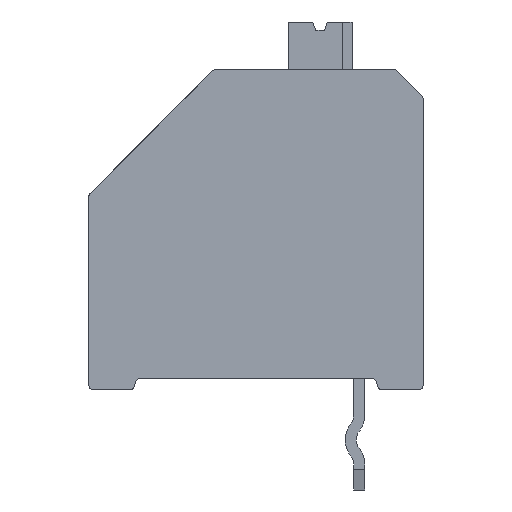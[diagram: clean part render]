
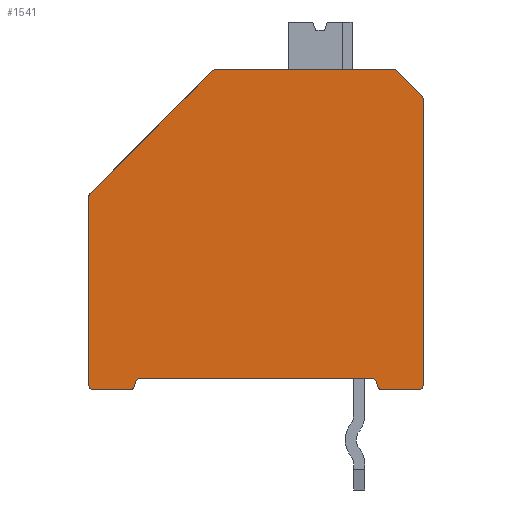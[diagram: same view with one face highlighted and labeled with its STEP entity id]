
A CAD part, front view. The second image highlights one B-rep face of the part: STEP entity #1541.
In plain terms, the highlighted planar face has unit normal (0, -1, 0).
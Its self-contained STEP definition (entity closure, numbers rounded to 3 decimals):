
#1541 = ADVANCED_FACE( '', ( #3153 ), #3154, .T. );
#3153 = FACE_OUTER_BOUND( '', #4883, .T. );
#3154 = PLANE( '', #4884 );
#4883 = EDGE_LOOP( '', ( #9146, #9147, #9148, #9149, #9150, #9151, #9152, #9153, #9154, #9155, #9156, #9157, #9158, #9159, #9160, #9161, #9162, #9163, #9164, #9165 ) );
#4884 = AXIS2_PLACEMENT_3D( '', #9166, #9167, #9168 );
#9146 = ORIENTED_EDGE( '', *, *, #11238, .F. );
#9147 = ORIENTED_EDGE( '', *, *, #12096, .T. );
#9148 = ORIENTED_EDGE( '', *, *, #11554, .F. );
#9149 = ORIENTED_EDGE( '', *, *, #11436, .T. );
#9150 = ORIENTED_EDGE( '', *, *, #12553, .F. );
#9151 = ORIENTED_EDGE( '', *, *, #11514, .T. );
#9152 = ORIENTED_EDGE( '', *, *, #10815, .T. );
#9153 = ORIENTED_EDGE( '', *, *, #12179, .T. );
#9154 = ORIENTED_EDGE( '', *, *, #11343, .F. );
#9155 = ORIENTED_EDGE( '', *, *, #11177, .T. );
#9156 = ORIENTED_EDGE( '', *, *, #12142, .T. );
#9157 = ORIENTED_EDGE( '', *, *, #11642, .F. );
#9158 = ORIENTED_EDGE( '', *, *, #11425, .T. );
#9159 = ORIENTED_EDGE( '', *, *, #12554, .F. );
#9160 = ORIENTED_EDGE( '', *, *, #12555, .T. );
#9161 = ORIENTED_EDGE( '', *, *, #12556, .T. );
#9162 = ORIENTED_EDGE( '', *, *, #12386, .F. );
#9163 = ORIENTED_EDGE( '', *, *, #12457, .T. );
#9164 = ORIENTED_EDGE( '', *, *, #12435, .T. );
#9165 = ORIENTED_EDGE( '', *, *, #12536, .T. );
#9166 = CARTESIAN_POINT( '', ( 0., -27.86, 0. ) );
#9167 = DIRECTION( '', ( 0., -1., 0. ) );
#9168 = DIRECTION( '', ( 0., 0., -1. ) );
#10815 = EDGE_CURVE( '', #12987, #12991, #12993, .T. );
#11177 = EDGE_CURVE( '', #13647, #13652, #13654, .T. );
#11238 = EDGE_CURVE( '', #13758, #13753, #13760, .T. );
#11343 = EDGE_CURVE( '', #13647, #13929, #13932, .T. );
#11425 = EDGE_CURVE( '', #14073, #14071, #14074, .T. );
#11436 = EDGE_CURVE( '', #14088, #14086, #14089, .T. );
#11514 = EDGE_CURVE( '', #14216, #12987, #14219, .T. );
#11554 = EDGE_CURVE( '', #14088, #14273, #14281, .T. );
#11642 = EDGE_CURVE( '', #14073, #14420, #14421, .T. );
#12096 = EDGE_CURVE( '', #13758, #14273, #15091, .T. );
#12142 = EDGE_CURVE( '', #13652, #14420, #15152, .T. );
#12179 = EDGE_CURVE( '', #12991, #13929, #15204, .T. );
#12386 = EDGE_CURVE( '', #15470, #15465, #15472, .T. );
#12435 = EDGE_CURVE( '', #15526, #15530, #15532, .T. );
#12457 = EDGE_CURVE( '', #15470, #15526, #15554, .T. );
#12536 = EDGE_CURVE( '', #15530, #13753, #15649, .T. );
#12553 = EDGE_CURVE( '', #14216, #14086, #15668, .T. );
#12554 = EDGE_CURVE( '', #15669, #14071, #15670, .T. );
#12555 = EDGE_CURVE( '', #15669, #15671, #15672, .T. );
#12556 = EDGE_CURVE( '', #15671, #15465, #15673, .T. );
#12987 = VERTEX_POINT( '', #16181 );
#12991 = VERTEX_POINT( '', #16187 );
#12993 = LINE( '', #16190, #16191 );
#13647 = VERTEX_POINT( '', #17109 );
#13652 = VERTEX_POINT( '', #17115 );
#13654 = CIRCLE( '', #17118, 0.17 );
#13753 = VERTEX_POINT( '', #17244 );
#13758 = VERTEX_POINT( '', #17251 );
#13760 = LINE( '', #17254, #17255 );
#13929 = VERTEX_POINT( '', #17487 );
#13932 = LINE( '', #17492, #17493 );
#14071 = VERTEX_POINT( '', #17677 );
#14073 = VERTEX_POINT( '', #17680 );
#14074 = LINE( '', #17681, #17682 );
#14086 = VERTEX_POINT( '', #17700 );
#14088 = VERTEX_POINT( '', #17703 );
#14089 = CIRCLE( '', #17704, 0.17 );
#14216 = VERTEX_POINT( '', #17876 );
#14219 = CIRCLE( '', #17880, 0.17 );
#14273 = VERTEX_POINT( '', #17959 );
#14281 = LINE( '', #17971, #17972 );
#14420 = VERTEX_POINT( '', #18171 );
#14421 = CIRCLE( '', #18172, 0.17 );
#15091 = CIRCLE( '', #19160, 0.17 );
#15152 = LINE( '', #19245, #19246 );
#15204 = CIRCLE( '', #19317, 0.17 );
#15465 = VERTEX_POINT( '', #19687 );
#15470 = VERTEX_POINT( '', #19694 );
#15472 = LINE( '', #19697, #19698 );
#15526 = VERTEX_POINT( '', #19777 );
#15530 = VERTEX_POINT( '', #19783 );
#15532 = LINE( '', #19786, #19787 );
#15554 = CIRCLE( '', #19817, 0.17 );
#15649 = CIRCLE( '', #19969, 0.17 );
#15668 = LINE( '', #19994, #19995 );
#15669 = VERTEX_POINT( '', #19996 );
#15670 = CIRCLE( '', #19997, 0.17 );
#15671 = VERTEX_POINT( '', #19998 );
#15672 = LINE( '', #19999, #20000 );
#15673 = CIRCLE( '', #20001, 0.17 );
#16181 = CARTESIAN_POINT( '', ( 0., -27.86, 6.76 ) );
#16187 = CARTESIAN_POINT( '', ( 0., -27.86, 0. ) );
#16190 = CARTESIAN_POINT( '', ( 0., -27.86, 13.03 ) );
#16191 = VECTOR( '', #20518, 1000. );
#17109 = CARTESIAN_POINT( '', ( 1.47, -27.86, -0.17 ) );
#17115 = CARTESIAN_POINT( '', ( 1.634, -27.86, -0.044 ) );
#17118 = AXIS2_PLACEMENT_3D( '', #20986, #20987, #20988 );
#17244 = CARTESIAN_POINT( '', ( 11.95, -27.86, 10.38 ) );
#17251 = CARTESIAN_POINT( '', ( 11.05, -27.86, 11.28 ) );
#17254 = CARTESIAN_POINT( '', ( 11.5, -27.86, 10.83 ) );
#17255 = VECTOR( '', #21079, 1000. );
#17487 = CARTESIAN_POINT( '', ( 0.17, -27.86, -0.17 ) );
#17492 = CARTESIAN_POINT( '', ( 6., -27.86, -0.17 ) );
#17493 = VECTOR( '', #21190, 1000. );
#17677 = CARTESIAN_POINT( '', ( 10.162, -27.86, 0.23 ) );
#17680 = CARTESIAN_POINT( '', ( 1.838, -27.86, 0.23 ) );
#17681 = CARTESIAN_POINT( '', ( 8.312, -27.86, 0.23 ) );
#17682 = VECTOR( '', #21306, 1000. );
#17700 = CARTESIAN_POINT( '', ( 4.45, -27.86, 11.28 ) );
#17703 = CARTESIAN_POINT( '', ( 4.57, -27.86, 11.33 ) );
#17704 = AXIS2_PLACEMENT_3D( '', #21314, #21315, #21316 );
#17876 = CARTESIAN_POINT( '', ( 0.05, -27.86, 6.88 ) );
#17880 = AXIS2_PLACEMENT_3D( '', #21417, #21418, #21419 );
#17959 = CARTESIAN_POINT( '', ( 10.93, -27.86, 11.33 ) );
#17971 = CARTESIAN_POINT( '', ( 4.5, -27.86, 11.33 ) );
#17972 = VECTOR( '', #21458, 1000. );
#18171 = CARTESIAN_POINT( '', ( 1.673, -27.86, 0.104 ) );
#18172 = AXIS2_PLACEMENT_3D( '', #21540, #21541, #21542 );
#19160 = AXIS2_PLACEMENT_3D( '', #22050, #22051, #22052 );
#19245 = CARTESIAN_POINT( '', ( 1.707, -27.86, 0.23 ) );
#19246 = VECTOR( '', #22095, 1000. );
#19317 = AXIS2_PLACEMENT_3D( '', #22133, #22134, #22135 );
#19687 = CARTESIAN_POINT( '', ( 10.53, -27.86, -0.17 ) );
#19694 = CARTESIAN_POINT( '', ( 11.83, -27.86, -0.17 ) );
#19697 = CARTESIAN_POINT( '', ( 6., -27.86, -0.17 ) );
#19698 = VECTOR( '', #22344, 1000. );
#19777 = CARTESIAN_POINT( '', ( 12., -27.86, 0. ) );
#19783 = CARTESIAN_POINT( '', ( 12., -27.86, 10.26 ) );
#19786 = CARTESIAN_POINT( '', ( 12., -27.86, -3.77 ) );
#19787 = VECTOR( '', #22388, 1000. );
#19817 = AXIS2_PLACEMENT_3D( '', #22403, #22404, #22405 );
#19969 = AXIS2_PLACEMENT_3D( '', #22475, #22476, #22477 );
#19994 = CARTESIAN_POINT( '', ( 1.847, -27.86, 8.677 ) );
#19995 = VECTOR( '', #22490, 1000. );
#19996 = CARTESIAN_POINT( '', ( 10.327, -27.86, 0.104 ) );
#19997 = AXIS2_PLACEMENT_3D( '', #22491, #22492, #22493 );
#19998 = CARTESIAN_POINT( '', ( 10.366, -27.86, -0.044 ) );
#19999 = CARTESIAN_POINT( '', ( 10.774, -27.86, -1.566 ) );
#20000 = VECTOR( '', #22494, 1000. );
#20001 = AXIS2_PLACEMENT_3D( '', #22495, #22496, #22497 );
#20518 = DIRECTION( '', ( 0., 0., -1. ) );
#20986 = CARTESIAN_POINT( '', ( 1.47, -27.86, 0. ) );
#20987 = DIRECTION( '', ( 0., -1., 0. ) );
#20988 = DIRECTION( '', ( 0., 0., -1. ) );
#21079 = DIRECTION( '', ( 0.707, 0., -0.707 ) );
#21190 = DIRECTION( '', ( -1., 0., 0. ) );
#21306 = DIRECTION( '', ( 1., 0., 0. ) );
#21314 = CARTESIAN_POINT( '', ( 4.57, -27.86, 11.16 ) );
#21315 = DIRECTION( '', ( 0., -1., 0. ) );
#21316 = DIRECTION( '', ( 0., 0., -1. ) );
#21417 = CARTESIAN_POINT( '', ( 0.17, -27.86, 6.76 ) );
#21418 = DIRECTION( '', ( 0., -1., 0. ) );
#21419 = DIRECTION( '', ( 0., 0., -1. ) );
#21458 = DIRECTION( '', ( 1., 0., 0. ) );
#21540 = CARTESIAN_POINT( '', ( 1.838, -27.86, 0.06 ) );
#21541 = DIRECTION( '', ( 0., -1., 0. ) );
#21542 = DIRECTION( '', ( 0., 0., -1. ) );
#22050 = CARTESIAN_POINT( '', ( 10.93, -27.86, 11.16 ) );
#22051 = DIRECTION( '', ( 0., -1., 0. ) );
#22052 = DIRECTION( '', ( 0., 0., -1. ) );
#22095 = DIRECTION( '', ( 0.259, 0., 0.966 ) );
#22133 = CARTESIAN_POINT( '', ( 0.17, -27.86, 0. ) );
#22134 = DIRECTION( '', ( 0., -1., 0. ) );
#22135 = DIRECTION( '', ( 0., 0., -1. ) );
#22344 = DIRECTION( '', ( -1., 0., 0. ) );
#22388 = DIRECTION( '', ( 0., 0., 1. ) );
#22403 = CARTESIAN_POINT( '', ( 11.83, -27.86, 0. ) );
#22404 = DIRECTION( '', ( 0., -1., 0. ) );
#22405 = DIRECTION( '', ( 0., 0., -1. ) );
#22475 = CARTESIAN_POINT( '', ( 11.83, -27.86, 10.26 ) );
#22476 = DIRECTION( '', ( 0., -1., 0. ) );
#22477 = DIRECTION( '', ( 0., 0., -1. ) );
#22490 = DIRECTION( '', ( 0.707, 0., 0.707 ) );
#22491 = CARTESIAN_POINT( '', ( 10.162, -27.86, 0.06 ) );
#22492 = DIRECTION( '', ( 0., -1., 0. ) );
#22493 = DIRECTION( '', ( 0., 0., -1. ) );
#22494 = DIRECTION( '', ( 0.259, 0., -0.966 ) );
#22495 = CARTESIAN_POINT( '', ( 10.53, -27.86, 0. ) );
#22496 = DIRECTION( '', ( 0., -1., 0. ) );
#22497 = DIRECTION( '', ( 0., 0., -1. ) );
